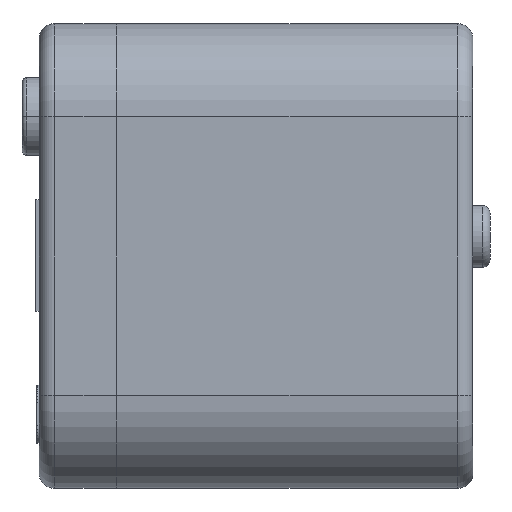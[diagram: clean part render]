
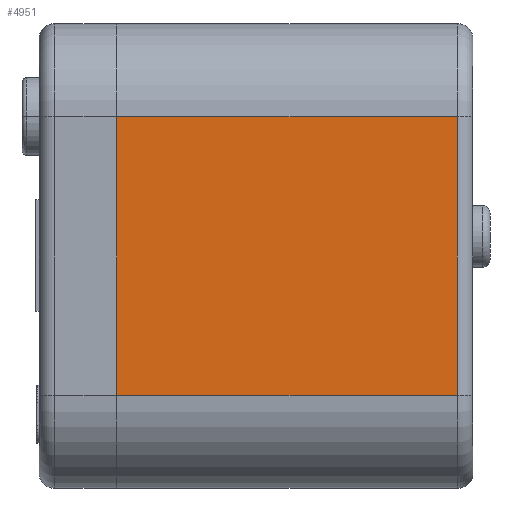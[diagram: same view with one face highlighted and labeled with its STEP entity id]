
A CAD part, left-side view. The second image highlights one B-rep face of the part: STEP entity #4951.
In plain terms, the highlighted planar face has unit normal (-1, 0, 0).
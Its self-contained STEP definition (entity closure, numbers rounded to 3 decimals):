
#599 = ORIENTED_EDGE ( 'NONE', *, *, #71190, .F. ) ;
#696 = VERTEX_POINT ( 'NONE', #10409 ) ;
#2002 = LINE ( 'NONE', #72336, #26889 ) ;
#2437 = DIRECTION ( 'NONE',  ( 0., -1., 0. ) ) ;
#4748 = CARTESIAN_POINT ( 'NONE',  ( 0., 23., -24. ) ) ;
#4951 = ADVANCED_FACE ( 'NONE', ( #75029 ), #34901, .F. ) ;
#5338 = DIRECTION ( 'NONE',  ( 0., 0., 1. ) ) ;
#5458 = LINE ( 'NONE', #37795, #45222 ) ;
#7231 = VERTEX_POINT ( 'NONE', #4748 ) ;
#9284 = VECTOR ( 'NONE', #5338, 1000. ) ;
#10409 = CARTESIAN_POINT ( 'NONE',  ( 0., 1., -24. ) ) ;
#11413 = DIRECTION ( 'NONE',  ( 0., 0., 1. ) ) ;
#23534 = CARTESIAN_POINT ( 'NONE',  ( 0., 23., -6. ) ) ;
#26889 = VECTOR ( 'NONE', #43166, 1000. ) ;
#29724 = EDGE_CURVE ( 'NONE', #7231, #46684, #36369, .T. ) ;
#34404 = DIRECTION ( 'NONE',  ( 1., 0., 0. ) ) ;
#34901 = PLANE ( 'NONE',  #42815 ) ;
#35012 = CARTESIAN_POINT ( 'NONE',  ( 0., 1., -6. ) ) ;
#36369 = LINE ( 'NONE', #23534, #48438 ) ;
#37795 = CARTESIAN_POINT ( 'NONE',  ( 0., 23., -24. ) ) ;
#40071 = CARTESIAN_POINT ( 'NONE',  ( 0., 1., -6. ) ) ;
#42815 = AXIS2_PLACEMENT_3D ( 'NONE', #46351, #34404, #70064 ) ;
#43166 = DIRECTION ( 'NONE',  ( 0., -1., 0. ) ) ;
#44869 = EDGE_LOOP ( 'NONE', ( #58285, #72785, #599, #67658 ) ) ;
#45222 = VECTOR ( 'NONE', #2437, 1000. ) ;
#46351 = CARTESIAN_POINT ( 'NONE',  ( 0., 23., -6. ) ) ;
#46684 = VERTEX_POINT ( 'NONE', #71656 ) ;
#47661 = EDGE_CURVE ( 'NONE', #696, #67196, #52711, .T. ) ;
#48438 = VECTOR ( 'NONE', #11413, 1000. ) ;
#52711 = LINE ( 'NONE', #35012, #9284 ) ;
#53697 = EDGE_CURVE ( 'NONE', #7231, #696, #5458, .T. ) ;
#58285 = ORIENTED_EDGE ( 'NONE', *, *, #53697, .T. ) ;
#67196 = VERTEX_POINT ( 'NONE', #40071 ) ;
#67658 = ORIENTED_EDGE ( 'NONE', *, *, #29724, .F. ) ;
#70064 = DIRECTION ( 'NONE',  ( 0., 0., -1. ) ) ;
#71190 = EDGE_CURVE ( 'NONE', #46684, #67196, #2002, .T. ) ;
#71656 = CARTESIAN_POINT ( 'NONE',  ( 0., 23., -6. ) ) ;
#72336 = CARTESIAN_POINT ( 'NONE',  ( 0., 23., -6. ) ) ;
#72785 = ORIENTED_EDGE ( 'NONE', *, *, #47661, .T. ) ;
#75029 = FACE_OUTER_BOUND ( 'NONE', #44869, .T. ) ;
